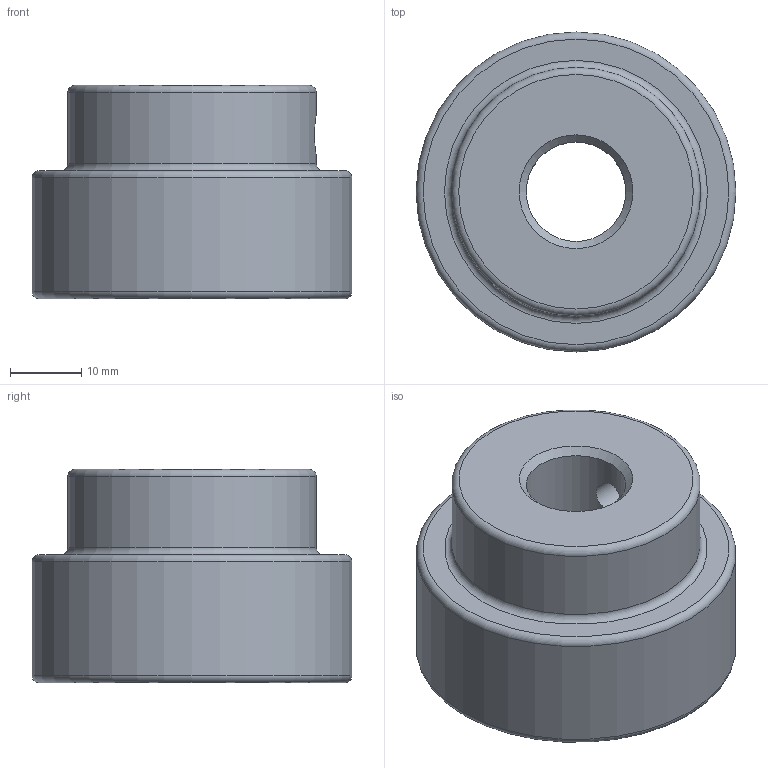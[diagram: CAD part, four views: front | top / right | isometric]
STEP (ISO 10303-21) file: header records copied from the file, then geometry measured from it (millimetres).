
FILE_DESCRIPTION( ( 'Unknown' ), '1' );
FILE_NAME( 'PT33-1645.stp', 'Unknown', ( 'Unknown' ), ( 'Unknown' ), 'XStep 1.0', 'Unknown', ' ' );
FILE_SCHEMA( ( 'CONFIG_CONTROL_DESIGN' ) );
Length unit declared in the file: millimetre
Products named in the file (1): 1
Bounding box: 45 x 45 x 30 mm (x, y, z)
Volume: 23451.4 mm3; surface area: 8767.3 mm2
Topology: 1 solids, 1 shells, 17 faces, 38 edges, 23 vertices
Faces by surface type: cylinder 5, torus 5, plane 4, cone 2, bspline 1
Full cylindrical faces by diameter (mm): 5 x1, 14 x1, 35 x1, 38 x1, 45 x1
Entity records: 558 total; most frequent: CARTESIAN_POINT 218, DIRECTION 64, EDGE_LOOP 36, ORIENTED_EDGE 36, AXIS2_PLACEMENT_3D 32, FACE_OUTER_BOUND 28, EDGE_CURVE 18, VERTEX_POINT 18
